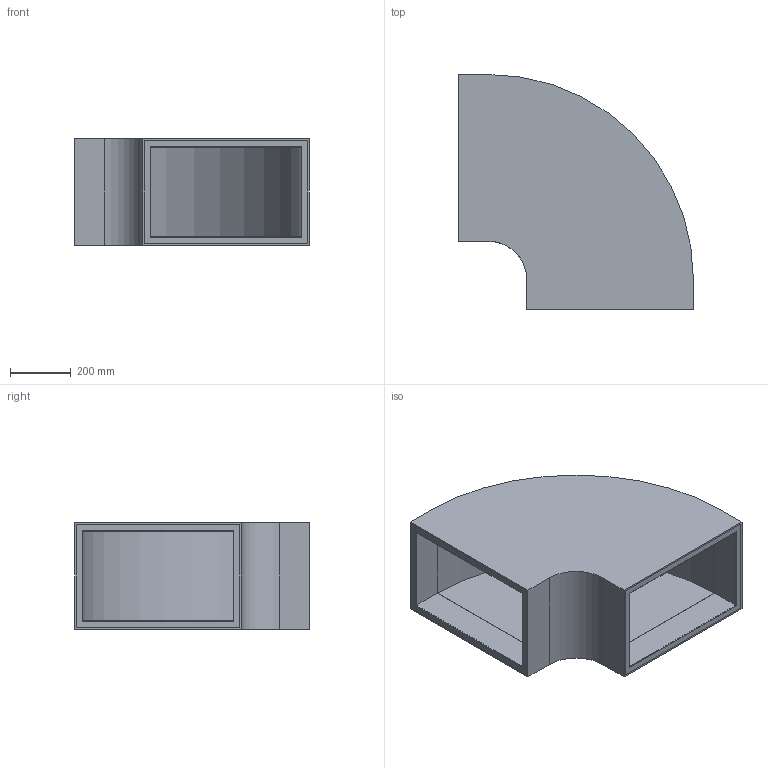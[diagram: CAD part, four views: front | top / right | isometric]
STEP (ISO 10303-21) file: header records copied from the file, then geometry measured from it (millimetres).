
FILE_DESCRIPTION(('FreeCAD Model'),'2;1');
FILE_NAME('Extended_retangular_bend.step','2016-12-05T15:35:06',('Author'),(''), 'Open CASCADE STEP processor 6.8','FreeCAD','Unknown');
FILE_SCHEMA(('AUTOMOTIVE_DESIGN_CC2 { 1 2 10303 214 -1 1 5 4 }'));
Length unit declared in the file: millimetre
Products named in the file (3): ASSEMBLY; Clone_of_01-Extended_rectangular_bend_flanges; Clone_of_02-Insulation
Assembly tree (2 placements, depth 2):
  ASSEMBLY
    Clone_of_01-Extended_rectangular_bend_flanges
    Clone_of_02-Insulation
Bounding box: 775.4 x 775.4 x 350.8 mm (x, y, z)
Volume: 38437823.7 mm3; surface area: 5708229.1 mm2
Topology: 4 solids, 4 shells, 76 faces, 182 edges, 116 vertices
Faces by surface type: plane 68, cylinder 8
Entity records: 4568 total; most frequent: CARTESIAN_POINT 843, DIRECTION 648, LINE 448, VECTOR 448, ORIENTED_EDGE 364, PCURVE 364, DEFINITIONAL_REPRESENTATION 364, EDGE_CURVE 182
